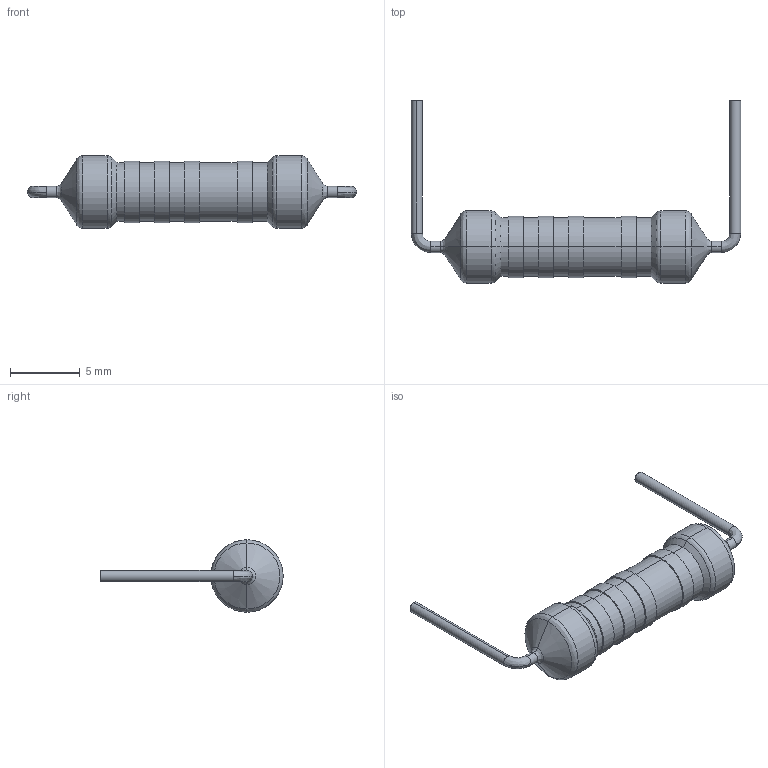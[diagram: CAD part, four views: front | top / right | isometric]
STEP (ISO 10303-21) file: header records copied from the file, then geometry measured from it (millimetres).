
FILE_DESCRIPTION (( 'STEP AP214' ), '1' );
FILE_NAME ('User Library-PR03.STEP', '2014-07-06T05:32:48', ( 'Windows User' ), ( '' ), 'SwSTEP 2.0', 'SolidWorks 2014', '' );
FILE_SCHEMA (( 'AUTOMOTIVE_DESIGN' ));
Length unit declared in the file: millimetre
Products named in the file (1): User Library-PR03
Bounding box: 23.66 x 13.1 x 5.2 mm (x, y, z)
Volume: 302.6 mm3; surface area: 357.5 mm2
Topology: 1 solids, 1 shells, 64 faces, 132 edges, 78 vertices
Faces by surface type: cylinder 30, bspline 16, plane 10, cone 8
Entity records: 2624 total; most frequent: CARTESIAN_POINT 515, DIRECTION 324, ORIENTED_EDGE 264, AXIS2_PLACEMENT_3D 143, EDGE_CURVE 132, CIRCLE 94, VERTEX_POINT 78, EDGE_LOOP 72
